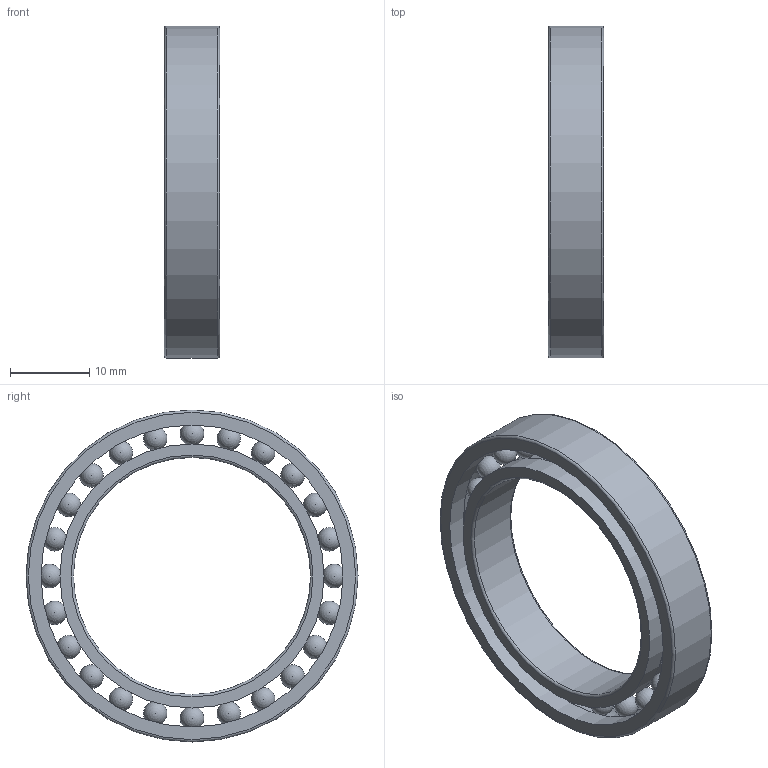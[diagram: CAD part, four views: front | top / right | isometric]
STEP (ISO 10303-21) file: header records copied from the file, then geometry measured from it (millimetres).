
FILE_DESCRIPTION(/* description */ (''),/* implementation_level */ '2;1');
FILE_NAME(/* name */ '6806.step',/* time_stamp */ '2024-07-12T22:22:12+02:00',/* author */ (''),/* organization */ (''),/* preprocessor_version */ 'ST-DEVELOPER v20',/* originating_system */ 'Autodesk Translation Framework v13.14.0.145',/* authorisation */ '');
FILE_SCHEMA (('AUTOMOTIVE_DESIGN { 1 0 10303 214 3 1 1 }'));
Length unit declared in the file: millimetre
Products named in the file (4): #WHC12.B.V0x8 - 6806; 6806 Ball; 6806 Inner ring; 6806 Outer ring
Assembly tree (26 placements, depth 2):
  #WHC12.B.V0x8 - 6806
    6806 Ball  x24
    6806 Inner ring
    6806 Outer ring
Bounding box: 7 x 42 x 42 mm (x, y, z)
Volume: 3102.2 mm3; surface area: 4629.7 mm2
Topology: 26 solids, 26 shells, 40 faces, 100 edges, 64 vertices
Faces by surface type: sphere 24, torus 6, cylinder 6, plane 4
Full cylindrical faces by diameter (mm): 30 x1, 33.4 x2, 38.2 x2, 42 x1
Entity records: 730 total; most frequent: DIRECTION 146, CARTESIAN_POINT 94, AXIS2_PLACEMENT_3D 70, ORIENTED_EDGE 58, PRODUCT_DEFINITION_SHAPE 30, EDGE_CURVE 29, ITEM_DEFINED_TRANSFORMATION 26, CONTEXT_DEPENDENT_SHAPE_REPRESENTATION 26
